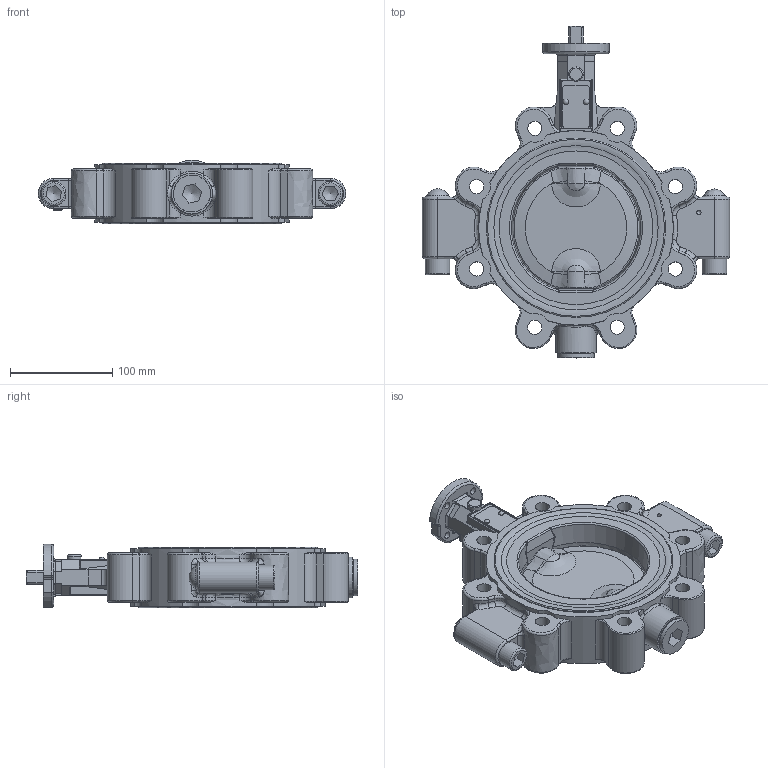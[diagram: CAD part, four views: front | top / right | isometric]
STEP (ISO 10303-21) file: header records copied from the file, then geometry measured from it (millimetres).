
FILE_DESCRIPTION((''),'2;1');
FILE_NAME('Z614-A DN125.stp','2007-10-02T09:10:21',('hellwig'),(''),'Autodesk Inventor 11','Autodesk Inventor 11','');
FILE_SCHEMA(('AUTOMOTIVE_DESIGN { 1 0 10303 214 1 1 1 1 }'));
Length unit declared in the file: millimetre
Products named in the file (1): Bauteil3
Bounding box: 300 x 324 x 62 mm (x, y, z)
Volume: 1696950 mm3; surface area: 277892.8 mm2
Topology: 1 solids, 20 shells, 1044 faces, 2673 edges, 1703 vertices
Faces by surface type: plane 356, bspline 312, cylinder 246, torus 74, cone 43, sphere 13
Full cylindrical faces by diameter (mm): 2.5 x1, 3 x2, 3.2 x2, 13.835 x2, 14 x1, 16 x2, 18 x3, 18.18 x3, 19 x1, 24 x2, 24.95 x3, 25 x2, 30.3 x1, 35.9 x1, 36 x1, 40 x1, 137.8 x1, 167 x1, 167.8 x1, 174.8 x1, 175 x1
Entity records: 38569 total; most frequent: CARTESIAN_POINT 15542, ORIENTED_EDGE 4990, DIRECTION 4202, EDGE_CURVE 2495, VERTEX_POINT 1644, AXIS2_PLACEMENT_3D 1534, EDGE_LOOP 1253, VECTOR 1134
